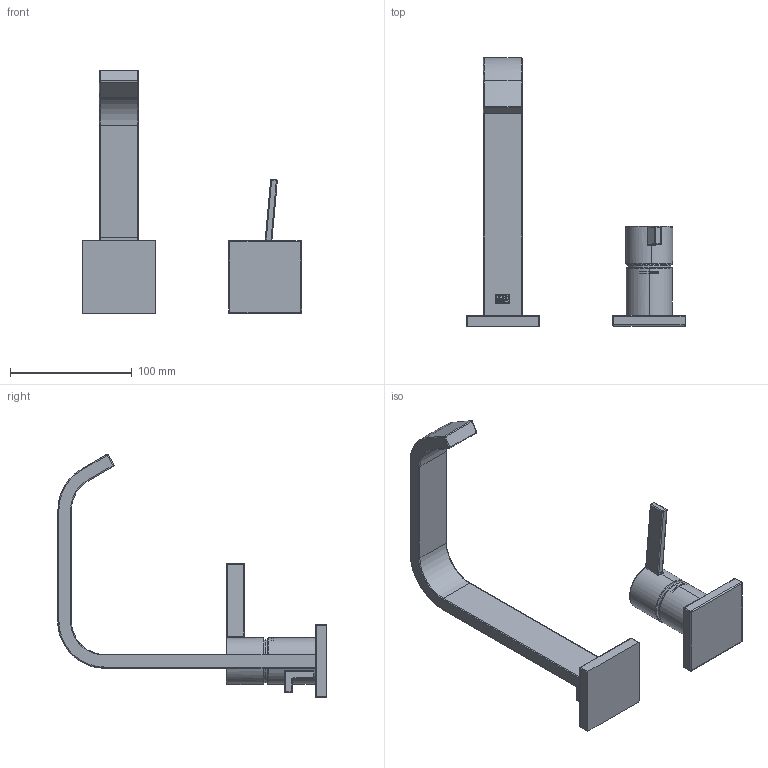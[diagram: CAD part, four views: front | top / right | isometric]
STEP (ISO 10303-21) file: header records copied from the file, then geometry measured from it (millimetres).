
FILE_DESCRIPTION (( 'STEP AP214' ), '1' );
FILE_NAME ('29217671ff_PM.STEP', '2023-11-20T09:49:42', ( '' ), ( '' ), 'SwSTEP 2.0', 'SolidWorks 2023', '' );
FILE_SCHEMA (( 'AUTOMOTIVE_DESIGN' ));
Length unit declared in the file: millimetre
Products named in the file (8): 29217671ff_PM; planungsmodell_Knopf-+-092078030_K1_24.25x18.25; Planungsmodell_Auslauf-+-09282241490_K1_170x 220x32; Planungsmodell_Rosette-+-09277803290_K1_60x60; Planungsmodell_Rosette-+-09276701990_K1_60x60; Planungsmodell_Koerper-+-09300112390_K1_38x52.5; Planungsmodell_Haube-+-09283002690_K1_36; Hebel-+-09206702721_K1_39x31
Assembly tree (7 placements, depth 2):
  29217671ff_PM
    Planungsmodell_Rosette-+-09276701990_K1_60x60
    Hebel-+-09206702721_K1_39x31
    Planungsmodell_Koerper-+-09300112390_K1_38x52.5
    Planungsmodell_Haube-+-09283002690_K1_36
    Planungsmodell_Auslauf-+-09282241490_K1_170x 220x32
    Planungsmodell_Rosette-+-09277803290_K1_60x60
    planungsmodell_Knopf-+-092078030_K1_24.25x18.25
Bounding box: 180 x 219.99 x 199.66 mm (x, y, z)
Volume: 297158.4 mm3; surface area: 71947.1 mm2
Topology: 7 solids, 10 shells, 361 faces, 851 edges, 511 vertices
Faces by surface type: plane 157, cylinder 89, bspline 64, sphere 25, torus 24, cone 2
Entity records: 11747 total; most frequent: CARTESIAN_POINT 3738, ORIENTED_EDGE 1662, DIRECTION 1514, EDGE_CURVE 831, AXIS2_PLACEMENT_3D 524, VERTEX_POINT 509, VECTOR 466, LINE 466
